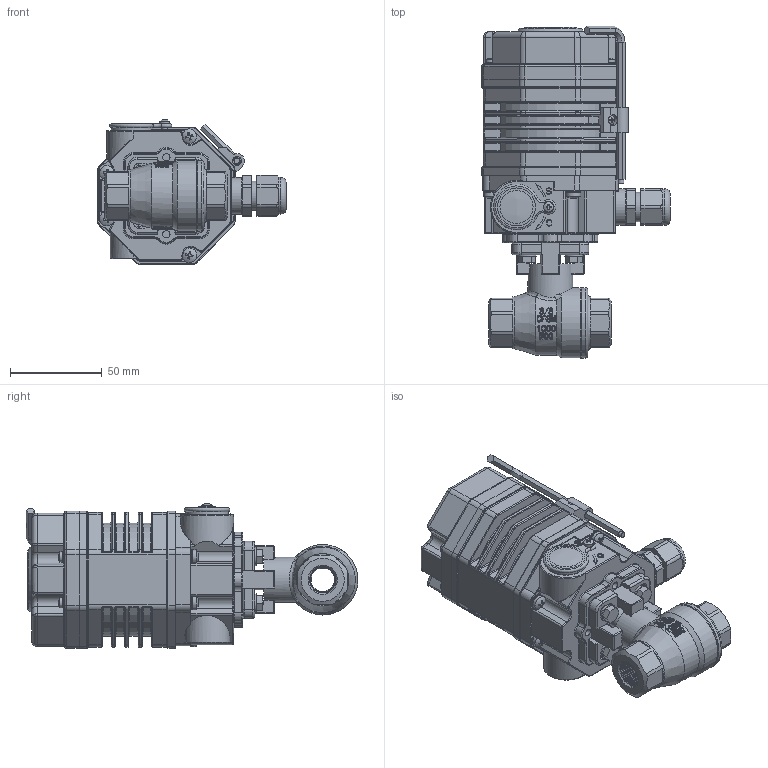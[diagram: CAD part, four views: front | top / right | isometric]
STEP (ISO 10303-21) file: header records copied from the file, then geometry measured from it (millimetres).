
FILE_DESCRIPTION(/* description */ ('Unknown'),/* implementation_level */ '2;1');
FILE_NAME(/* name */ 'AE03 9650-03',/* time_stamp */ '2022-10-24T08:53:56+02:00',/* author */ ('Unknown'),/* organization */ ('Unknown'),/* preprocessor_version */ 'ST-DEVELOPER v16.7',/* originating_system */ 'Solid Edge',/* authorisation */ 'Unknown');
FILE_SCHEMA (('AUTOMOTIVE_DESIGN {1 0 10303 214 3 1 1}'));
Length unit declared in the file: millimetre
Products named in the file (33): AE20_23-8.650.012; 8.650.012; Einschraubteil_DN10; Körper_DN10; DIN125-5_3.1.3; DIN558 M5x12; AE03_(AE24); 狟粣創杶; BQ02-036 忒梟裔; 躇猾祧菜; 52.5萇儂褲; BQ02萇ァ裔B; 躇猾菜; 售忒釱; 售忒; 坋趼蹟隊M4X16; 坋趼蹟隊M4X16_GB_CROSS_SCREWS_TYPE1 M4X12-12  H type-N; 粟菜 4_GB_FASTENER_WASHER_SSWL 4; す菜 4_GB_FASTENER_WASHER_PWSA 4; 坋趼蹟隊M3X14; 坋趼蹟隊M3X14_GB_CROSS_SCREWS_TYPE1 M3X14-14  H type-N; 粟菜 3_GB_FASTENER_WASHER_SSWL 3; す菜 3_GB_FASTENER_WASHER_PWSA 3; 坋趼蹟隊M3X8_GB_CROSS_SCREWS_TYPE1 M3X14-14  H type-N; 坋趼蹟隊M3X6_GB_CROSS_SCREWS_TYPE1 M3X14-14  H type-N; 硌尨攫; 硌渀; BQ02硌尨敦B; zz喘謫眊; ZZ倰堤薯粣; TC20X28X6; 盄坶1; 盄坶2
Assembly tree (46 placements, depth 4):
  AE20_23-8.650.012
    8.650.012
      Einschraubteil_DN10
      Körper_DN10
    DIN125-5_3.1.3  x4
    DIN558 M5x12  x4
    AE03_(AE24)
      狟粣創杶
      BQ02-036 忒梟裔
      躇猾祧菜
      52.5萇儂褲
      BQ02萇ァ裔B
      躇猾菜
      售忒釱
      售忒
      坋趼蹟隊M4X16  x4
        坋趼蹟隊M4X16_GB_CROSS_SCREWS_TYPE1 M4X12-12  H type-N
        粟菜 4_GB_FASTENER_WASHER_SSWL 4
        す菜 4_GB_FASTENER_WASHER_PWSA 4
      坋趼蹟隊M3X14  x4
        坋趼蹟隊M3X14_GB_CROSS_SCREWS_TYPE1 M3X14-14  H type-N
        粟菜 3_GB_FASTENER_WASHER_SSWL 3
        す菜 3_GB_FASTENER_WASHER_PWSA 3
      坋趼蹟隊M3X8_GB_CROSS_SCREWS_TYPE1 M3X14-14  H type-N  x2
      坋趼蹟隊M3X6_GB_CROSS_SCREWS_TYPE1 M3X14-14  H type-N  x2
      硌尨攫
      硌渀
      BQ02硌尨敦B
      zz喘謫眊
      ZZ倰堤薯粣
      TC20X28X6
      盄坶1
      盄坶2
Bounding box: 103 x 181.3 x 79.12 mm (x, y, z)
Volume: 307177 mm3; surface area: 150193.5 mm2
Topology: 54 solids, 71 shells, 2984 faces, 7441 edges, 4665 vertices
Faces by surface type: plane 1105, cylinder 1059, torus 435, bspline 237, sphere 79, cone 69
Full cylindrical faces by diameter (mm): 2.5 x14, 3 x8, 3.102 x1, 3.2 x5, 3.3 x16, 3.4 x4, 3.5 x10, 4 x14, 4.3 x4, 4.4 x4, 4.5 x4, 4.7 x2, 5 x12, 5.3 x4, 5.4 x4, 5.6 x8, 6 x6, 6.8 x4, 7 x2, 8 x8, 10 x4, 11 x3, 11.8 x1, 12.7 x2, 13 x2, 13.545 x1, 13.649 x1, 16 x5, 18 x1, 20 x6
Entity records: 121481 total; most frequent: CARTESIAN_POINT 55979, DIRECTION 13407, ORIENTED_EDGE 12920, EDGE_CURVE 6460, AXIS2_PLACEMENT_3D 5397, VERTEX_POINT 4197, FACE_BOUND 3131, EDGE_LOOP 3115
